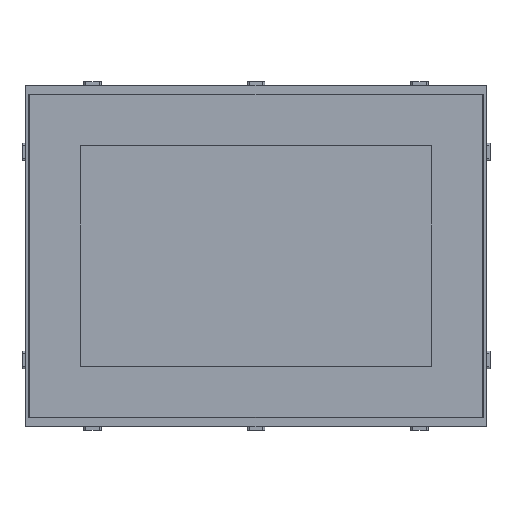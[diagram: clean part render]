
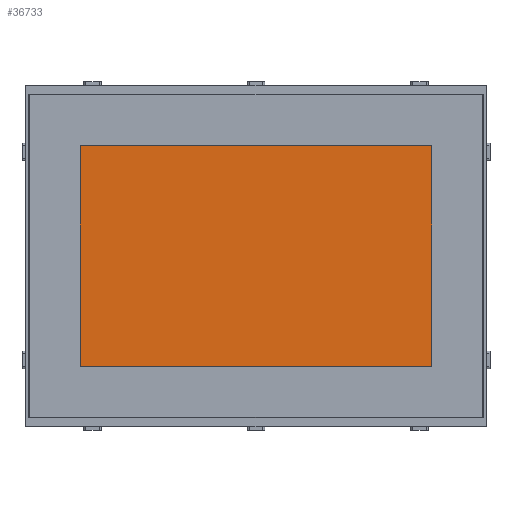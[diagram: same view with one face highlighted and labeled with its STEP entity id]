
A CAD part, top view. The second image highlights one B-rep face of the part: STEP entity #36733.
In plain terms, the highlighted planar face has unit normal (0, 0, 1).
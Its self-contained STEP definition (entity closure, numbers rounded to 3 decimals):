
#2120=FACE_OUTER_BOUND('',#4108,.T.);
#4108=EDGE_LOOP('',(#23394,#23395,#23396,#23397));
#6322=LINE('',#49555,#10368);
#6323=LINE('',#49557,#10369);
#6324=LINE('',#49559,#10370);
#6325=LINE('',#49560,#10371);
#10368=VECTOR('',#41393,10.);
#10369=VECTOR('',#41394,10.);
#10370=VECTOR('',#41395,10.);
#10371=VECTOR('',#41396,10.);
#14414=VERTEX_POINT('',#49553);
#14415=VERTEX_POINT('',#49554);
#14416=VERTEX_POINT('',#49556);
#14417=VERTEX_POINT('',#49558);
#17929=EDGE_CURVE('',#14414,#14415,#6322,.T.);
#17930=EDGE_CURVE('',#14415,#14416,#6323,.T.);
#17931=EDGE_CURVE('',#14416,#14417,#6324,.T.);
#17932=EDGE_CURVE('',#14417,#14414,#6325,.T.);
#23394=ORIENTED_EDGE('',*,*,#17929,.F.);
#23395=ORIENTED_EDGE('',*,*,#17932,.F.);
#23396=ORIENTED_EDGE('',*,*,#17931,.F.);
#23397=ORIENTED_EDGE('',*,*,#17930,.F.);
#33347=PLANE('',#38967);
#36733=ADVANCED_FACE('',(#2120),#33347,.T.);
#38967=AXIS2_PLACEMENT_3D('',#49562,#41399,#41400);
#41393=DIRECTION('',(0.,-1.,0.));
#41394=DIRECTION('',(-1.,0.,0.));
#41395=DIRECTION('',(0.,1.,0.));
#41396=DIRECTION('',(1.,0.,0.));
#41399=DIRECTION('center_axis',(0.,0.,1.));
#41400=DIRECTION('ref_axis',(1.,0.,0.));
#49553=CARTESIAN_POINT('',(131.25,82.4,6.));
#49554=CARTESIAN_POINT('',(131.25,-82.2,6.));
#49555=CARTESIAN_POINT('',(131.25,41.25,6.));
#49556=CARTESIAN_POINT('',(-131.25,-82.2,6.));
#49557=CARTESIAN_POINT('',(65.625,-82.2,6.));
#49558=CARTESIAN_POINT('',(-131.25,82.4,6.));
#49559=CARTESIAN_POINT('',(-131.25,-41.05,6.));
#49560=CARTESIAN_POINT('',(-65.625,82.4,6.));
#49562=CARTESIAN_POINT('Origin',(0.,0.1,
6.));
